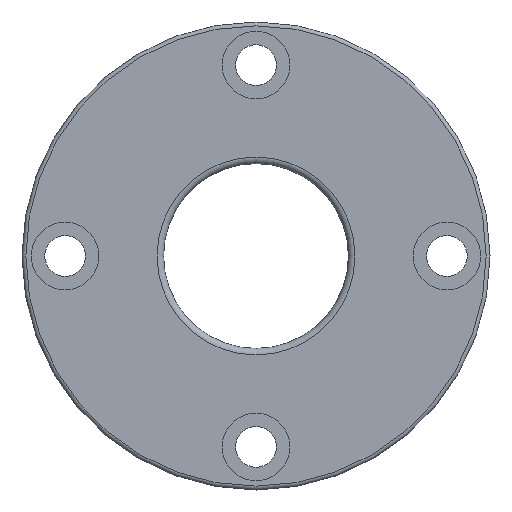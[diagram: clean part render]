
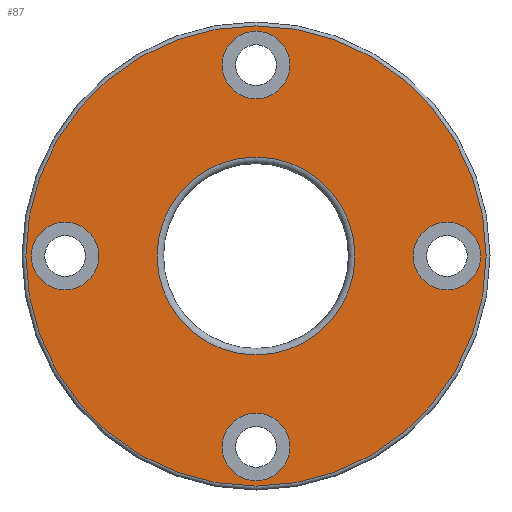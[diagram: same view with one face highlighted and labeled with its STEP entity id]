
A CAD part, left-side view. The second image highlights one B-rep face of the part: STEP entity #87.
In plain terms, the highlighted planar face has unit normal (-1, 0, 0).
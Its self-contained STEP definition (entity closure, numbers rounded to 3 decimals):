
#87 = ADVANCED_FACE( '', ( #194, #195, #196, #197, #198, #199 ), #200, .T. );
#194 = FACE_BOUND( '', #301, .T. );
#195 = FACE_BOUND( '', #302, .T. );
#196 = FACE_BOUND( '', #303, .T. );
#197 = FACE_OUTER_BOUND( '', #304, .T. );
#198 = FACE_BOUND( '', #305, .T. );
#199 = FACE_BOUND( '', #306, .T. );
#200 = PLANE( '', #307 );
#301 = EDGE_LOOP( '', ( #442 ) );
#302 = EDGE_LOOP( '', ( #443 ) );
#303 = EDGE_LOOP( '', ( #444 ) );
#304 = EDGE_LOOP( '', ( #445 ) );
#305 = EDGE_LOOP( '', ( #446 ) );
#306 = EDGE_LOOP( '', ( #447 ) );
#307 = AXIS2_PLACEMENT_3D( '', #448, #449, #450 );
#442 = ORIENTED_EDGE( '', *, *, #492, .T. );
#443 = ORIENTED_EDGE( '', *, *, #482, .T. );
#444 = ORIENTED_EDGE( '', *, *, #474, .T. );
#445 = ORIENTED_EDGE( '', *, *, #502, .F. );
#446 = ORIENTED_EDGE( '', *, *, #497, .T. );
#447 = ORIENTED_EDGE( '', *, *, #508, .T. );
#448 = CARTESIAN_POINT( '', ( 0., 37.375, 0. ) );
#449 = DIRECTION( '', ( -1., 0., 0. ) );
#450 = DIRECTION( '', ( 0., 0., 1. ) );
#474 = EDGE_CURVE( '', #531, #531, #532, .T. );
#482 = EDGE_CURVE( '', #544, #544, #545, .F. );
#492 = EDGE_CURVE( '', #561, #561, #562, .T. );
#497 = EDGE_CURVE( '', #568, #568, #569, .T. );
#502 = EDGE_CURVE( '', #576, #576, #577, .T. );
#508 = EDGE_CURVE( '', #584, #584, #585, .T. );
#531 = VERTEX_POINT( '', #608 );
#532 = CIRCLE( '', #609, 5.5 );
#544 = VERTEX_POINT( '', #621 );
#545 = CIRCLE( '', #622, 5.5 );
#561 = VERTEX_POINT( '', #638 );
#562 = CIRCLE( '', #639, 16.063 );
#568 = VERTEX_POINT( '', #645 );
#569 = CIRCLE( '', #646, 5.5 );
#576 = VERTEX_POINT( '', #653 );
#577 = CIRCLE( '', #654, 37.375 );
#584 = VERTEX_POINT( '', #661 );
#585 = CIRCLE( '', #662, 5.5 );
#608 = CARTESIAN_POINT( '', ( 0., 0., -36.5 ) );
#609 = AXIS2_PLACEMENT_3D( '', #688, #689, #690 );
#621 = CARTESIAN_POINT( '', ( 0., 31., 5.5 ) );
#622 = AXIS2_PLACEMENT_3D( '', #703, #704, #705 );
#638 = CARTESIAN_POINT( '', ( 0., 0., -16.063 ) );
#639 = AXIS2_PLACEMENT_3D( '', #724, #725, #726 );
#645 = CARTESIAN_POINT( '', ( 0., -31., -5.5 ) );
#646 = AXIS2_PLACEMENT_3D( '', #730, #731, #732 );
#653 = CARTESIAN_POINT( '', ( 0., 0., -37.375 ) );
#654 = AXIS2_PLACEMENT_3D( '', #739, #740, #741 );
#661 = CARTESIAN_POINT( '', ( 0., 0., 25.5 ) );
#662 = AXIS2_PLACEMENT_3D( '', #745, #746, #747 );
#688 = CARTESIAN_POINT( '', ( 0., 0., -31. ) );
#689 = DIRECTION( '', ( 1., 0., 0. ) );
#690 = DIRECTION( '', ( 0., 0., -1. ) );
#703 = CARTESIAN_POINT( '', ( 0., 31., 0. ) );
#704 = DIRECTION( '', ( -1., 0., 0. ) );
#705 = DIRECTION( '', ( 0., 0., 1. ) );
#724 = CARTESIAN_POINT( '', ( 0., 0., 0. ) );
#725 = DIRECTION( '', ( 1., 0., 0. ) );
#726 = DIRECTION( '', ( 0., 0., -1. ) );
#730 = CARTESIAN_POINT( '', ( 0., -31., 0. ) );
#731 = DIRECTION( '', ( 1., 0., 0. ) );
#732 = DIRECTION( '', ( 0., 0., -1. ) );
#739 = CARTESIAN_POINT( '', ( 0., 0., 0. ) );
#740 = DIRECTION( '', ( 1., 0., 0. ) );
#741 = DIRECTION( '', ( 0., 0., -1. ) );
#745 = CARTESIAN_POINT( '', ( 0., 0., 31. ) );
#746 = DIRECTION( '', ( 1., 0., 0. ) );
#747 = DIRECTION( '', ( 0., 0., -1. ) );
